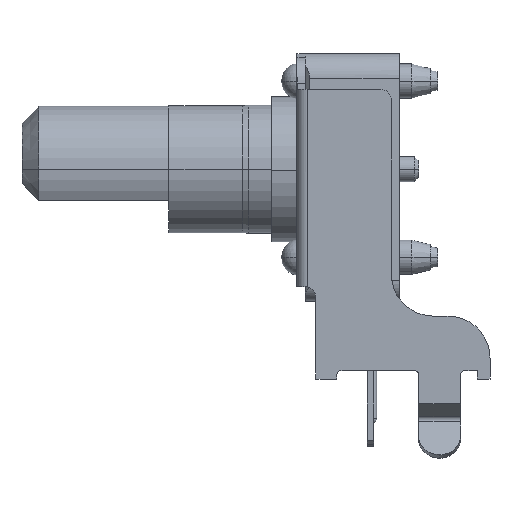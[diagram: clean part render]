
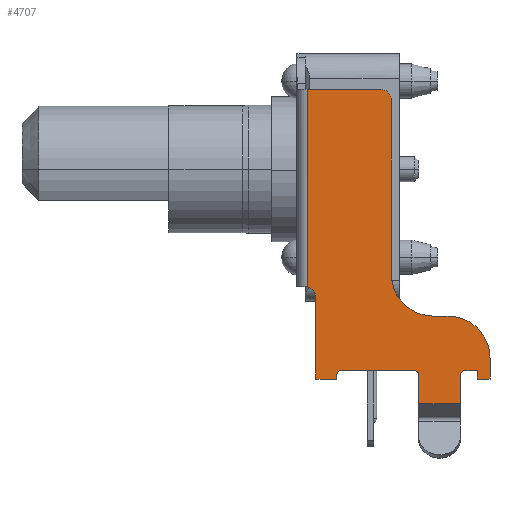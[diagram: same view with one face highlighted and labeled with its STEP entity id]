
A CAD part, front view. The second image highlights one B-rep face of the part: STEP entity #4707.
In plain terms, the highlighted planar face has unit normal (0, -1, 0).
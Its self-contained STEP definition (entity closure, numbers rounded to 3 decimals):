
#4307 = VERTEX_POINT('',#4308);
#4308 = CARTESIAN_POINT('',(-3.05,-7.406,13.81));
#4315 = EDGE_CURVE('',#4307,#4316,#4318,.T.);
#4316 = VERTEX_POINT('',#4317);
#4317 = CARTESIAN_POINT('',(0.45,-7.406,13.81));
#4318 = LINE('',#4319,#4320);
#4319 = CARTESIAN_POINT('',(-3.15,-7.406,13.81));
#4320 = VECTOR('',#4321,1.);
#4321 = DIRECTION('',(1.,0.,0.));
#4679 = VERTEX_POINT('',#4680);
#4680 = CARTESIAN_POINT('',(-3.05,-7.406,4.4));
#4687 = EDGE_CURVE('',#4307,#4679,#4688,.T.);
#4688 = LINE('',#4689,#4690);
#4689 = CARTESIAN_POINT('',(-3.05,-7.406,13.31));
#4690 = VECTOR('',#4691,1.);
#4691 = DIRECTION('',(0.,0.,-1.));
#4707 = ADVANCED_FACE('',(#4708),#4877,.T.);
#4708 = FACE_BOUND('',#4709,.T.);
#4709 = EDGE_LOOP('',(#4710,#4711,#4712,#4721,#4729,#4737,#4745,#4754,
    #4762,#4771,#4779,#4787,#4795,#4804,#4812,#4820,#4828,#4836,#4845,
    #4853,#4862,#4870));
#4710 = ORIENTED_EDGE('',*,*,#4315,.F.);
#4711 = ORIENTED_EDGE('',*,*,#4687,.T.);
#4712 = ORIENTED_EDGE('',*,*,#4713,.F.);
#4713 = EDGE_CURVE('',#4714,#4679,#4716,.T.);
#4714 = VERTEX_POINT('',#4715);
#4715 = CARTESIAN_POINT('',(-2.65,-7.406,3.91));
#4716 = CIRCLE('',#4717,0.5);
#4717 = AXIS2_PLACEMENT_3D('',#4718,#4719,#4720);
#4718 = CARTESIAN_POINT('',(-3.15,-7.406,3.91));
#4719 = DIRECTION('',(0.,-1.,0.));
#4720 = DIRECTION('',(0.,0.,1.));
#4721 = ORIENTED_EDGE('',*,*,#4722,.F.);
#4722 = EDGE_CURVE('',#4723,#4714,#4725,.T.);
#4723 = VERTEX_POINT('',#4724);
#4724 = CARTESIAN_POINT('',(-2.65,-7.406,0.01));
#4725 = LINE('',#4726,#4727);
#4726 = CARTESIAN_POINT('',(-2.65,-7.406,0.01));
#4727 = VECTOR('',#4728,1.);
#4728 = DIRECTION('',(0.,0.,1.));
#4729 = ORIENTED_EDGE('',*,*,#4730,.F.);
#4730 = EDGE_CURVE('',#4731,#4723,#4733,.T.);
#4731 = VERTEX_POINT('',#4732);
#4732 = CARTESIAN_POINT('',(-1.65,-7.406,0.01));
#4733 = LINE('',#4734,#4735);
#4734 = CARTESIAN_POINT('',(-1.65,-7.406,0.01));
#4735 = VECTOR('',#4736,1.);
#4736 = DIRECTION('',(-1.,0.,0.));
#4737 = ORIENTED_EDGE('',*,*,#4738,.F.);
#4738 = EDGE_CURVE('',#4739,#4731,#4741,.T.);
#4739 = VERTEX_POINT('',#4740);
#4740 = CARTESIAN_POINT('',(-1.65,-7.406,0.21));
#4741 = LINE('',#4742,#4743);
#4742 = CARTESIAN_POINT('',(-1.65,-7.406,0.21));
#4743 = VECTOR('',#4744,1.);
#4744 = DIRECTION('',(0.,0.,-1.));
#4745 = ORIENTED_EDGE('',*,*,#4746,.F.);
#4746 = EDGE_CURVE('',#4747,#4739,#4749,.T.);
#4747 = VERTEX_POINT('',#4748);
#4748 = CARTESIAN_POINT('',(-1.45,-7.406,0.41));
#4749 = CIRCLE('',#4750,0.2);
#4750 = AXIS2_PLACEMENT_3D('',#4751,#4752,#4753);
#4751 = CARTESIAN_POINT('',(-1.45,-7.406,0.21));
#4752 = DIRECTION('',(0.,-1.,0.));
#4753 = DIRECTION('',(0.,0.,1.));
#4754 = ORIENTED_EDGE('',*,*,#4755,.F.);
#4755 = EDGE_CURVE('',#4756,#4747,#4758,.T.);
#4756 = VERTEX_POINT('',#4757);
#4757 = CARTESIAN_POINT('',(2.05,-7.406,0.41));
#4758 = LINE('',#4759,#4760);
#4759 = CARTESIAN_POINT('',(2.05,-7.406,0.41));
#4760 = VECTOR('',#4761,1.);
#4761 = DIRECTION('',(-1.,0.,0.));
#4762 = ORIENTED_EDGE('',*,*,#4763,.F.);
#4763 = EDGE_CURVE('',#4764,#4756,#4766,.T.);
#4764 = VERTEX_POINT('',#4765);
#4765 = CARTESIAN_POINT('',(2.25,-7.406,0.21));
#4766 = CIRCLE('',#4767,0.2);
#4767 = AXIS2_PLACEMENT_3D('',#4768,#4769,#4770);
#4768 = CARTESIAN_POINT('',(2.05,-7.406,0.21));
#4769 = DIRECTION('',(0.,-1.,0.));
#4770 = DIRECTION('',(0.,0.,1.));
#4771 = ORIENTED_EDGE('',*,*,#4772,.F.);
#4772 = EDGE_CURVE('',#4773,#4764,#4775,.T.);
#4773 = VERTEX_POINT('',#4774);
#4774 = CARTESIAN_POINT('',(2.25,-7.406,-1.177));
#4775 = LINE('',#4776,#4777);
#4776 = CARTESIAN_POINT('',(2.25,-7.406,0.01));
#4777 = VECTOR('',#4778,1.);
#4778 = DIRECTION('',(0.,0.,1.));
#4779 = ORIENTED_EDGE('',*,*,#4780,.F.);
#4780 = EDGE_CURVE('',#4781,#4773,#4783,.T.);
#4781 = VERTEX_POINT('',#4782);
#4782 = CARTESIAN_POINT('',(4.25,-7.406,-1.177));
#4783 = LINE('',#4784,#4785);
#4784 = CARTESIAN_POINT('',(4.25,-7.406,-1.177));
#4785 = VECTOR('',#4786,1.);
#4786 = DIRECTION('',(-1.,0.,0.));
#4787 = ORIENTED_EDGE('',*,*,#4788,.F.);
#4788 = EDGE_CURVE('',#4789,#4781,#4791,.T.);
#4789 = VERTEX_POINT('',#4790);
#4790 = CARTESIAN_POINT('',(4.25,-7.406,0.21));
#4791 = LINE('',#4792,#4793);
#4792 = CARTESIAN_POINT('',(4.25,-7.406,0.21));
#4793 = VECTOR('',#4794,1.);
#4794 = DIRECTION('',(0.,0.,-1.));
#4795 = ORIENTED_EDGE('',*,*,#4796,.F.);
#4796 = EDGE_CURVE('',#4797,#4789,#4799,.T.);
#4797 = VERTEX_POINT('',#4798);
#4798 = CARTESIAN_POINT('',(4.45,-7.406,0.41));
#4799 = CIRCLE('',#4800,0.2);
#4800 = AXIS2_PLACEMENT_3D('',#4801,#4802,#4803);
#4801 = CARTESIAN_POINT('',(4.45,-7.406,0.21));
#4802 = DIRECTION('',(0.,-1.,0.));
#4803 = DIRECTION('',(0.,0.,1.));
#4804 = ORIENTED_EDGE('',*,*,#4805,.F.);
#4805 = EDGE_CURVE('',#4806,#4797,#4808,.T.);
#4806 = VERTEX_POINT('',#4807);
#4807 = CARTESIAN_POINT('',(5.05,-7.406,0.41));
#4808 = LINE('',#4809,#4810);
#4809 = CARTESIAN_POINT('',(5.05,-7.406,0.41));
#4810 = VECTOR('',#4811,1.);
#4811 = DIRECTION('',(-1.,0.,0.));
#4812 = ORIENTED_EDGE('',*,*,#4813,.F.);
#4813 = EDGE_CURVE('',#4814,#4806,#4816,.T.);
#4814 = VERTEX_POINT('',#4815);
#4815 = CARTESIAN_POINT('',(5.05,-7.406,0.01));
#4816 = LINE('',#4817,#4818);
#4817 = CARTESIAN_POINT('',(5.05,-7.406,0.01));
#4818 = VECTOR('',#4819,1.);
#4819 = DIRECTION('',(0.,0.,1.));
#4820 = ORIENTED_EDGE('',*,*,#4821,.F.);
#4821 = EDGE_CURVE('',#4822,#4814,#4824,.T.);
#4822 = VERTEX_POINT('',#4823);
#4823 = CARTESIAN_POINT('',(5.65,-7.406,0.01));
#4824 = LINE('',#4825,#4826);
#4825 = CARTESIAN_POINT('',(5.65,-7.406,0.01));
#4826 = VECTOR('',#4827,1.);
#4827 = DIRECTION('',(-1.,0.,0.));
#4828 = ORIENTED_EDGE('',*,*,#4829,.F.);
#4829 = EDGE_CURVE('',#4830,#4822,#4832,.T.);
#4830 = VERTEX_POINT('',#4831);
#4831 = CARTESIAN_POINT('',(5.65,-7.406,1.01));
#4832 = LINE('',#4833,#4834);
#4833 = CARTESIAN_POINT('',(5.65,-7.406,1.01));
#4834 = VECTOR('',#4835,1.);
#4835 = DIRECTION('',(0.,0.,-1.));
#4836 = ORIENTED_EDGE('',*,*,#4837,.F.);
#4837 = EDGE_CURVE('',#4838,#4830,#4840,.T.);
#4838 = VERTEX_POINT('',#4839);
#4839 = CARTESIAN_POINT('',(3.65,-7.406,3.01));
#4840 = CIRCLE('',#4841,2.);
#4841 = AXIS2_PLACEMENT_3D('',#4842,#4843,#4844);
#4842 = CARTESIAN_POINT('',(3.65,-7.406,1.01));
#4843 = DIRECTION('',(0.,1.,0.));
#4844 = DIRECTION('',(0.,0.,-1.));
#4845 = ORIENTED_EDGE('',*,*,#4846,.F.);
#4846 = EDGE_CURVE('',#4847,#4838,#4849,.T.);
#4847 = VERTEX_POINT('',#4848);
#4848 = CARTESIAN_POINT('',(2.95,-7.406,3.01));
#4849 = LINE('',#4850,#4851);
#4850 = CARTESIAN_POINT('',(2.95,-7.406,3.01));
#4851 = VECTOR('',#4852,1.);
#4852 = DIRECTION('',(1.,0.,0.));
#4853 = ORIENTED_EDGE('',*,*,#4854,.F.);
#4854 = EDGE_CURVE('',#4855,#4847,#4857,.T.);
#4855 = VERTEX_POINT('',#4856);
#4856 = CARTESIAN_POINT('',(0.95,-7.406,5.01));
#4857 = CIRCLE('',#4858,2.);
#4858 = AXIS2_PLACEMENT_3D('',#4859,#4860,#4861);
#4859 = CARTESIAN_POINT('',(2.95,-7.406,5.01));
#4860 = DIRECTION('',(0.,-1.,0.));
#4861 = DIRECTION('',(0.,0.,1.));
#4862 = ORIENTED_EDGE('',*,*,#4863,.F.);
#4863 = EDGE_CURVE('',#4864,#4855,#4866,.T.);
#4864 = VERTEX_POINT('',#4865);
#4865 = CARTESIAN_POINT('',(0.95,-7.406,13.31));
#4866 = LINE('',#4867,#4868);
#4867 = CARTESIAN_POINT('',(0.95,-7.406,13.31));
#4868 = VECTOR('',#4869,1.);
#4869 = DIRECTION('',(0.,0.,-1.));
#4870 = ORIENTED_EDGE('',*,*,#4871,.F.);
#4871 = EDGE_CURVE('',#4316,#4864,#4872,.T.);
#4872 = CIRCLE('',#4873,0.5);
#4873 = AXIS2_PLACEMENT_3D('',#4874,#4875,#4876);
#4874 = CARTESIAN_POINT('',(0.45,-7.406,13.31));
#4875 = DIRECTION('',(0.,1.,0.));
#4876 = DIRECTION('',(0.,0.,-1.));
#4877 = PLANE('',#4878);
#4878 = AXIS2_PLACEMENT_3D('',#4879,#4880,#4881);
#4879 = CARTESIAN_POINT('',(0.45,-7.406,13.31));
#4880 = DIRECTION('',(0.,-1.,0.));
#4881 = DIRECTION('',(0.,0.,-1.));
